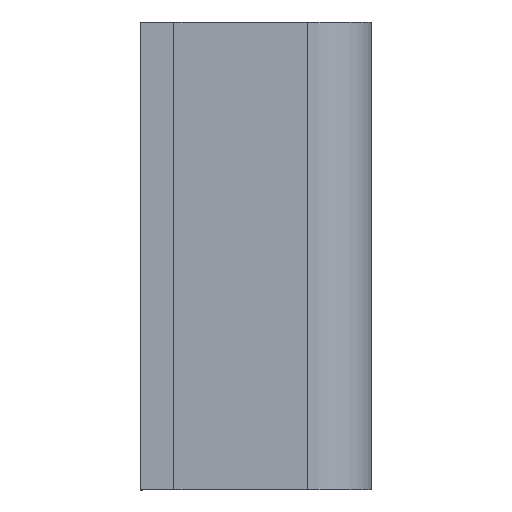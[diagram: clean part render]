
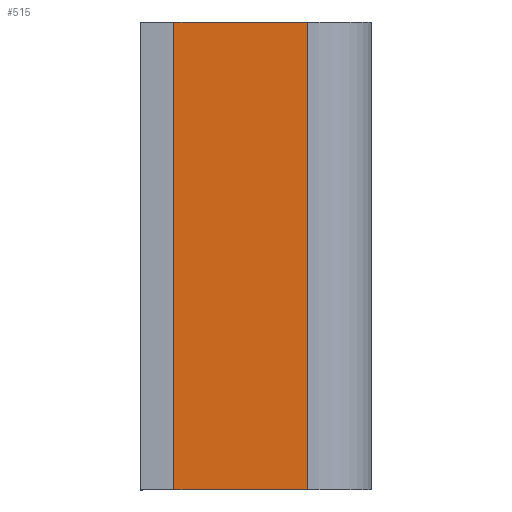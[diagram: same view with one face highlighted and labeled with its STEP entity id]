
A CAD part, left-side view. The second image highlights one B-rep face of the part: STEP entity #515.
In plain terms, the highlighted planar face has unit normal (-1, 0, 0).
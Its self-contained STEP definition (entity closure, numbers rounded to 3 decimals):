
#33=PLANE('',#572);
#53=FACE_OUTER_BOUND('',#87,.T.);
#87=EDGE_LOOP('',(#399,#400,#401,#402));
#115=LINE('',#783,#167);
#130=LINE('',#812,#182);
#131=LINE('',#814,#183);
#132=LINE('',#815,#184);
#167=VECTOR('',#638,10.);
#182=VECTOR('',#663,10.);
#183=VECTOR('',#664,10.);
#184=VECTOR('',#665,10.);
#243=VERTEX_POINT('',#781);
#244=VERTEX_POINT('',#782);
#253=VERTEX_POINT('',#811);
#254=VERTEX_POINT('',#813);
#295=EDGE_CURVE('',#243,#244,#115,.T.);
#310=EDGE_CURVE('',#253,#244,#130,.T.);
#311=EDGE_CURVE('',#253,#254,#131,.T.);
#312=EDGE_CURVE('',#243,#254,#132,.T.);
#399=ORIENTED_EDGE('',*,*,#295,.T.);
#400=ORIENTED_EDGE('',*,*,#310,.F.);
#401=ORIENTED_EDGE('',*,*,#311,.T.);
#402=ORIENTED_EDGE('',*,*,#312,.F.);
#515=ADVANCED_FACE('',(#53),#33,.T.);
#572=AXIS2_PLACEMENT_3D('',#810,#661,#662);
#638=DIRECTION('',(0.,0.,-1.));
#661=DIRECTION('center_axis',(-1.,0.,0.));
#662=DIRECTION('ref_axis',(0.,1.,0.));
#663=DIRECTION('',(0.,1.,0.));
#664=DIRECTION('',(0.,0.,1.));
#665=DIRECTION('',(0.,-1.,0.));
#781=CARTESIAN_POINT('',(-10.8,12.,41.92));
#782=CARTESIAN_POINT('',(-10.8,12.,0.));
#783=CARTESIAN_POINT('',(-10.8,12.,31.44));
#810=CARTESIAN_POINT('Origin',(-10.8,0.,41.92));
#811=CARTESIAN_POINT('',(-10.8,0.,0.));
#812=CARTESIAN_POINT('',(-10.8,3.75,0.));
#813=CARTESIAN_POINT('',(-10.8,0.,41.92));
#814=CARTESIAN_POINT('',(-10.8,0.,0.));
#815=CARTESIAN_POINT('',(-10.8,15.,41.92));
